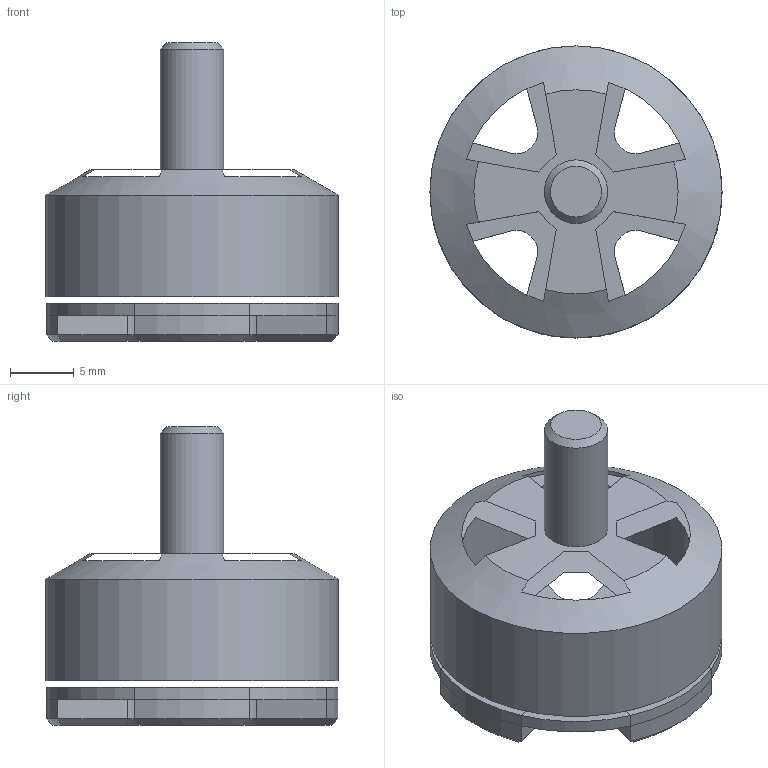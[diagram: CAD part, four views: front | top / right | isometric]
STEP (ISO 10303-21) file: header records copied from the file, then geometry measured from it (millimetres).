
FILE_DESCRIPTION(('FreeCAD Model'),'2;1');
FILE_NAME('bldc_motor.step', '2020-04-28T11:00:11',('Author'),(''), 'Open CASCADE STEP processor 7.3','FreeCAD','Unknown');
FILE_SCHEMA(('AUTOMOTIVE_DESIGN { 1 0 10303 214 1 1 1 1 }'));
Length unit declared in the file: millimetre
Products named in the file (2): Fusion002; Chamfer002
Bounding box: 23 x 23 x 23.5 mm (x, y, z)
Volume: 731.7 mm3; surface area: 2856.4 mm2
Topology: 1 solids, 2 shells, 91 faces, 256 edges, 159 vertices
Faces by surface type: plane 42, cylinder 34, cone 15
Full cylindrical faces by diameter (mm): 2 x4, 5 x1, 6 x1, 21 x1, 23 x1
Entity records: 6087 total; most frequent: CARTESIAN_POINT 1293, DIRECTION 874, ORIENTED_EDGE 472, PCURVE 472, DEFINITIONAL_REPRESENTATION 472, LINE 401, VECTOR 401, EDGE_CURVE 256
